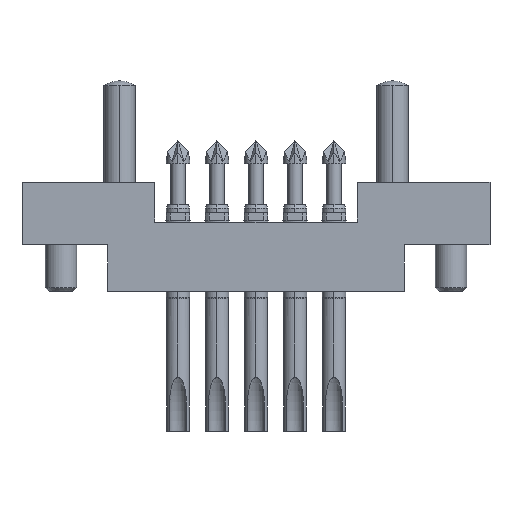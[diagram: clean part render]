
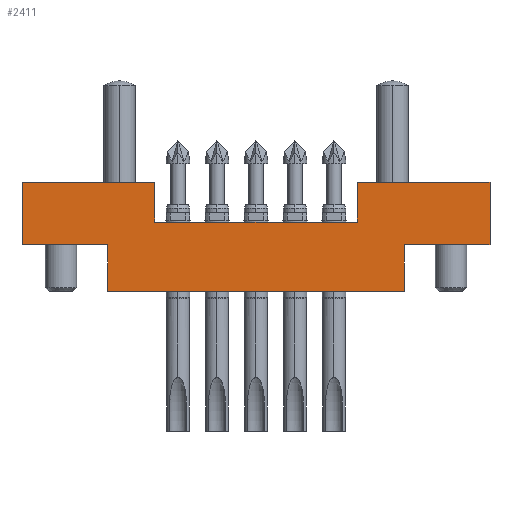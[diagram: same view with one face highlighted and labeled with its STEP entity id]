
A CAD part, front view. The second image highlights one B-rep face of the part: STEP entity #2411.
In plain terms, the highlighted planar face has unit normal (0, -1, 0).
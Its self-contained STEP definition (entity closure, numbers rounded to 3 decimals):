
#26 = CARTESIAN_POINT ( 'NONE',  ( 30., 0., -9. ) ) ;
#131 = EDGE_CURVE ( 'NONE', #11015, #8467, #10525, .T. ) ;
#287 = LINE ( 'NONE', #3239, #5151 ) ;
#464 = ORIENTED_EDGE ( 'NONE', *, *, #8754, .F. ) ;
#659 = ORIENTED_EDGE ( 'NONE', *, *, #131, .F. ) ;
#714 = LINE ( 'NONE', #4793, #1197 ) ;
#734 = CARTESIAN_POINT ( 'NONE',  ( -30., 0., 5. ) ) ;
#905 = VECTOR ( 'NONE', #2896, 1000. ) ;
#959 = CARTESIAN_POINT ( 'NONE',  ( 19., 0., -3. ) ) ;
#1044 = DIRECTION ( 'NONE',  ( 0., 0., -1. ) ) ;
#1066 = EDGE_CURVE ( 'NONE', #8467, #2238, #4239, .T. ) ;
#1177 = CARTESIAN_POINT ( 'NONE',  ( -30., 0., 5. ) ) ;
#1197 = VECTOR ( 'NONE', #12989, 1000. ) ;
#1266 = CARTESIAN_POINT ( 'NONE',  ( 30., 0., -3. ) ) ;
#1376 = DIRECTION ( 'NONE',  ( 1., 0., 0. ) ) ;
#1649 = EDGE_LOOP ( 'NONE', ( #10810, #5079, #464, #6520, #2774, #4913, #7167, #659, #8737, #4320, #5785, #3797 ) ) ;
#2179 = LINE ( 'NONE', #26, #10118 ) ;
#2238 = VERTEX_POINT ( 'NONE', #8362 ) ;
#2298 = CARTESIAN_POINT ( 'NONE',  ( -30., 0., -3. ) ) ;
#2411 = ADVANCED_FACE ( 'NONE', ( #11785 ), #6869, .F. ) ;
#2487 = LINE ( 'NONE', #12703, #4846 ) ;
#2707 = DIRECTION ( 'NONE',  ( 0., 0., 1. ) ) ;
#2733 = VECTOR ( 'NONE', #10588, 1000. ) ;
#2774 = ORIENTED_EDGE ( 'NONE', *, *, #11112, .T. ) ;
#2836 = CARTESIAN_POINT ( 'NONE',  ( -13., 0., -0.1 ) ) ;
#2896 = DIRECTION ( 'NONE',  ( 1., 0., 0. ) ) ;
#3239 = CARTESIAN_POINT ( 'NONE',  ( 30., 0., -3. ) ) ;
#3309 = LINE ( 'NONE', #8229, #2733 ) ;
#3314 = DIRECTION ( 'NONE',  ( 0., 0., 1. ) ) ;
#3343 = LINE ( 'NONE', #6292, #9129 ) ;
#3769 = CARTESIAN_POINT ( 'NONE',  ( -30., 0., 5. ) ) ;
#3784 = VERTEX_POINT ( 'NONE', #2298 ) ;
#3797 = ORIENTED_EDGE ( 'NONE', *, *, #6103, .F. ) ;
#4145 = EDGE_CURVE ( 'NONE', #3784, #11678, #8557, .T. ) ;
#4239 = LINE ( 'NONE', #5110, #8789 ) ;
#4319 = CARTESIAN_POINT ( 'NONE',  ( 13., 0., -0.1 ) ) ;
#4320 = ORIENTED_EDGE ( 'NONE', *, *, #9420, .T. ) ;
#4431 = LINE ( 'NONE', #8347, #8725 ) ;
#4516 = CARTESIAN_POINT ( 'NONE',  ( -30., 0., -3. ) ) ;
#4568 = DIRECTION ( 'NONE',  ( -1., 0., 0. ) ) ;
#4661 = EDGE_CURVE ( 'NONE', #12937, #8623, #10764, .T. ) ;
#4793 = CARTESIAN_POINT ( 'NONE',  ( 19., 0., 27.825 ) ) ;
#4846 = VECTOR ( 'NONE', #4568, 1000. ) ;
#4913 = ORIENTED_EDGE ( 'NONE', *, *, #8184, .F. ) ;
#4963 = VERTEX_POINT ( 'NONE', #7632 ) ;
#5079 = ORIENTED_EDGE ( 'NONE', *, *, #5718, .T. ) ;
#5110 = CARTESIAN_POINT ( 'NONE',  ( -30., 0., 5. ) ) ;
#5151 = VECTOR ( 'NONE', #7335, 1000. ) ;
#5277 = DIRECTION ( 'NONE',  ( 0., 0., 1. ) ) ;
#5663 = CARTESIAN_POINT ( 'NONE',  ( 13., 0., -0.1 ) ) ;
#5718 = EDGE_CURVE ( 'NONE', #11678, #9559, #4431, .T. ) ;
#5785 = ORIENTED_EDGE ( 'NONE', *, *, #4661, .F. ) ;
#6103 = EDGE_CURVE ( 'NONE', #3784, #12937, #3343, .T. ) ;
#6292 = CARTESIAN_POINT ( 'NONE',  ( -30., 0., -9. ) ) ;
#6520 = ORIENTED_EDGE ( 'NONE', *, *, #11039, .F. ) ;
#6541 = VERTEX_POINT ( 'NONE', #1266 ) ;
#6869 = PLANE ( 'NONE',  #10539 ) ;
#7167 = ORIENTED_EDGE ( 'NONE', *, *, #1066, .F. ) ;
#7178 = CARTESIAN_POINT ( 'NONE',  ( -19., 0., -3. ) ) ;
#7335 = DIRECTION ( 'NONE',  ( 1., 0., 0. ) ) ;
#7534 = DIRECTION ( 'NONE',  ( 0., 0., -1. ) ) ;
#7632 = CARTESIAN_POINT ( 'NONE',  ( 19., 0., -9. ) ) ;
#7753 = CARTESIAN_POINT ( 'NONE',  ( -19., 0., -9. ) ) ;
#8184 = EDGE_CURVE ( 'NONE', #2238, #6541, #2179, .T. ) ;
#8229 = CARTESIAN_POINT ( 'NONE',  ( -13., 0., -0.1 ) ) ;
#8347 = CARTESIAN_POINT ( 'NONE',  ( -19., 0., 27.825 ) ) ;
#8362 = CARTESIAN_POINT ( 'NONE',  ( 30., 0., 5. ) ) ;
#8467 = VERTEX_POINT ( 'NONE', #12100 ) ;
#8481 = EDGE_CURVE ( 'NONE', #12684, #11015, #10915, .T. ) ;
#8557 = LINE ( 'NONE', #4516, #11339 ) ;
#8623 = VERTEX_POINT ( 'NONE', #12303 ) ;
#8725 = VECTOR ( 'NONE', #7534, 1000. ) ;
#8737 = ORIENTED_EDGE ( 'NONE', *, *, #8481, .F. ) ;
#8754 = EDGE_CURVE ( 'NONE', #4963, #9559, #2487, .T. ) ;
#8789 = VECTOR ( 'NONE', #9223, 1000. ) ;
#9129 = VECTOR ( 'NONE', #5277, 1000. ) ;
#9223 = DIRECTION ( 'NONE',  ( 1., 0., 0. ) ) ;
#9420 = EDGE_CURVE ( 'NONE', #12684, #8623, #3309, .T. ) ;
#9559 = VERTEX_POINT ( 'NONE', #7753 ) ;
#10071 = VECTOR ( 'NONE', #3314, 1000. ) ;
#10118 = VECTOR ( 'NONE', #1044, 1000. ) ;
#10152 = DIRECTION ( 'NONE',  ( 0., 1., 0. ) ) ;
#10525 = LINE ( 'NONE', #4319, #10071 ) ;
#10539 = AXIS2_PLACEMENT_3D ( 'NONE', #3769, #10152, #2707 ) ;
#10588 = DIRECTION ( 'NONE',  ( 0., 0., 1. ) ) ;
#10764 = LINE ( 'NONE', #734, #12583 ) ;
#10810 = ORIENTED_EDGE ( 'NONE', *, *, #4145, .T. ) ;
#10915 = LINE ( 'NONE', #2836, #905 ) ;
#11015 = VERTEX_POINT ( 'NONE', #5663 ) ;
#11039 = EDGE_CURVE ( 'NONE', #11045, #4963, #714, .T. ) ;
#11045 = VERTEX_POINT ( 'NONE', #959 ) ;
#11112 = EDGE_CURVE ( 'NONE', #11045, #6541, #287, .T. ) ;
#11339 = VECTOR ( 'NONE', #1376, 1000. ) ;
#11678 = VERTEX_POINT ( 'NONE', #7178 ) ;
#11785 = FACE_OUTER_BOUND ( 'NONE', #1649, .T. ) ;
#12100 = CARTESIAN_POINT ( 'NONE',  ( 13., 0., 5. ) ) ;
#12303 = CARTESIAN_POINT ( 'NONE',  ( -13., 0., 5. ) ) ;
#12583 = VECTOR ( 'NONE', #12951, 1000. ) ;
#12684 = VERTEX_POINT ( 'NONE', #12736 ) ;
#12703 = CARTESIAN_POINT ( 'NONE',  ( -30., 0., -9. ) ) ;
#12736 = CARTESIAN_POINT ( 'NONE',  ( -13., 0., -0.1 ) ) ;
#12937 = VERTEX_POINT ( 'NONE', #1177 ) ;
#12951 = DIRECTION ( 'NONE',  ( 1., 0., 0. ) ) ;
#12989 = DIRECTION ( 'NONE',  ( 0., 0., -1. ) ) ;
